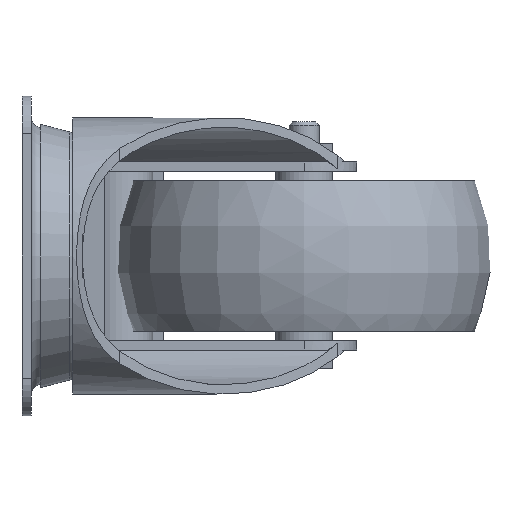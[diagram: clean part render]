
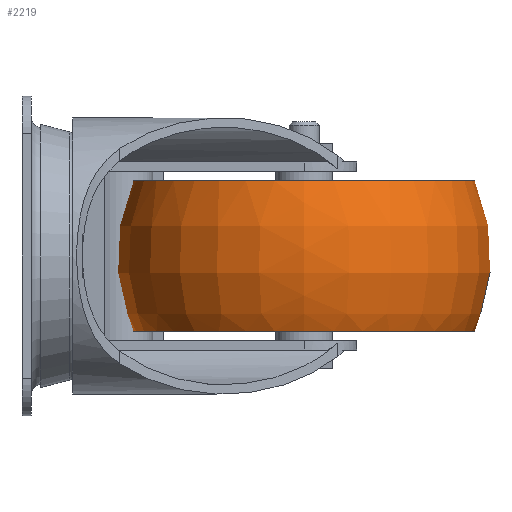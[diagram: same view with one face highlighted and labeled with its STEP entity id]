
A CAD part, left-side view. The second image highlights one B-rep face of the part: STEP entity #2219.
In plain terms, the highlighted toroidal (fillet/blend) face has major radius 5 mm and minor radius 45 mm.
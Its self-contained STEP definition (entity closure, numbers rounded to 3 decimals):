
#22=DEGENERATE_TOROIDAL_SURFACE('',#2439,5.,45.,
 .T.);
#151=CIRCLE('',#2438,45.336);
#152=CIRCLE('',#2440,45.336);
#566=ORIENTED_EDGE('',*,*,#1038,.T.);
#567=ORIENTED_EDGE('',*,*,#1039,.F.);
#1038=EDGE_CURVE('',#1287,#1287,#151,.T.);
#1039=EDGE_CURVE('',#1288,#1288,#152,.T.);
#1287=VERTEX_POINT('',#3729);
#1288=VERTEX_POINT('',#3732);
#1830=EDGE_LOOP('',(#566));
#1831=EDGE_LOOP('',(#567));
#1998=FACE_BOUND('',#1830,.T.);
#1999=FACE_BOUND('',#1831,.T.);
#2219=ADVANCED_FACE('',(#1998,#1999),#22,.T.);
#2438=AXIS2_PLACEMENT_3D('',#3728,#2981,#2982);
#2439=AXIS2_PLACEMENT_3D('',#3730,#2983,#2984);
#2440=AXIS2_PLACEMENT_3D('',#3731,#2985,#2986);
#2981=DIRECTION('',(0.,0.,-1.));
#2982=DIRECTION('',(-1.,0.,0.));
#2983=DIRECTION('',(0.,0.,-1.));
#2984=DIRECTION('',(-1.,0.,0.));
#2985=DIRECTION('',(0.,0.,-1.));
#2986=DIRECTION('',(-1.,0.,0.));
#3728=CARTESIAN_POINT('',(0.,0.,19.95));
#3729=CARTESIAN_POINT('',(-45.336,0.,19.95));
#3730=CARTESIAN_POINT('',(0.,0.,0.));
#3731=CARTESIAN_POINT('',(0.,0.,-19.95));
#3732=CARTESIAN_POINT('',(-45.336,0.,-19.95));
